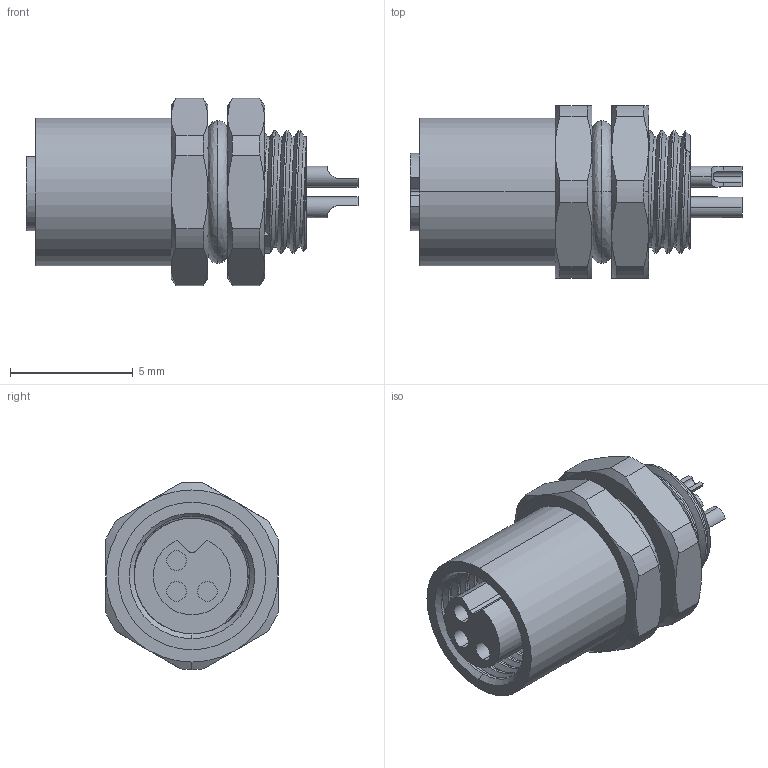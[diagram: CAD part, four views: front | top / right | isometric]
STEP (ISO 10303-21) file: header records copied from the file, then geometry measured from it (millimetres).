
FILE_DESCRIPTION (( 'STEP AP203' ), '1' );
FILE_NAME ('P13(3pin).STEP', '2020-03-30T05:45:38', ( 'edpusr' ), ( 'Microsoft' ), 'SwSTEP 2.0', 'SolidWorks 2015', '' );
FILE_SCHEMA (( 'CONFIG_CONTROL_DESIGN' ));
Length unit declared in the file: millimetre
Products named in the file (1): P13(3pin)
Bounding box: 13.5 x 7 x 7.61 mm (x, y, z)
Volume: 275.3 mm3; surface area: 554.4 mm2
Topology: 1 solids, 1 shells, 155 faces, 394 edges, 248 vertices
Faces by surface type: cylinder 66, plane 39, cone 38, bspline 12
Entity records: 6522 total; most frequent: CARTESIAN_POINT 2982, ORIENTED_EDGE 776, DIRECTION 675, EDGE_CURVE 388, AXIS2_PLACEMENT_3D 269, VERTEX_POINT 248, EDGE_LOOP 168, FACE_OUTER_BOUND 155
